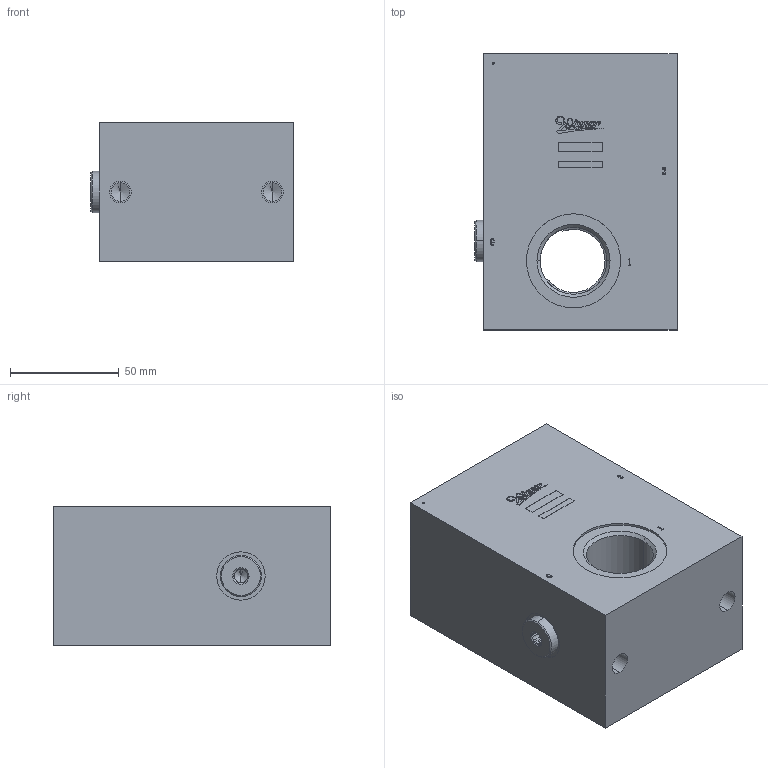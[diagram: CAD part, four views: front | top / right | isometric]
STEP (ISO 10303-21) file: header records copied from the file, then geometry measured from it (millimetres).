
FILE_DESCRIPTION (( 'STEP AP203' ), '1' );
FILE_NAME ('ML-240-RPE-17A3-08W2-G08G-Z02.STEP', '2026-02-26T05:34:06', ( '' ), ( '' ), 'SwSTEP 2.0', 'SolidWorks 2018', '' );
FILE_SCHEMA (( 'CONFIG_CONTROL_DESIGN' ));
Length unit declared in the file: millimetre
Products named in the file (6): 5DBP00A002; 6DBG02A001; ML-240-RPE-17A3-08W2-G08G-Z02; 6EF240RPEG08A001; 4KE161101A001; 7DBG02A001
Assembly tree (5 placements, depth 3):
  ML-240-RPE-17A3-08W2-G08G-Z02
    5DBP00A002
    6EF240RPEG08A001
    7DBG02A001
      4KE161101A001
      6DBG02A001
Bounding box: 92.9 x 127 x 63.5 mm (x, y, z)
Volume: 541514.1 mm3; surface area: 72575.5 mm2
Topology: 4 solids, 4 shells, 496 faces, 1328 edges, 852 vertices
Faces by surface type: cylinder 236, plane 135, cone 66, bspline 53, torus 6
Entity records: 22695 total; most frequent: CARTESIAN_POINT 9912, ORIENTED_EDGE 2632, DIRECTION 2484, EDGE_CURVE 1316, AXIS2_PLACEMENT_3D 934, VERTEX_POINT 852, LINE 616, VECTOR 616
